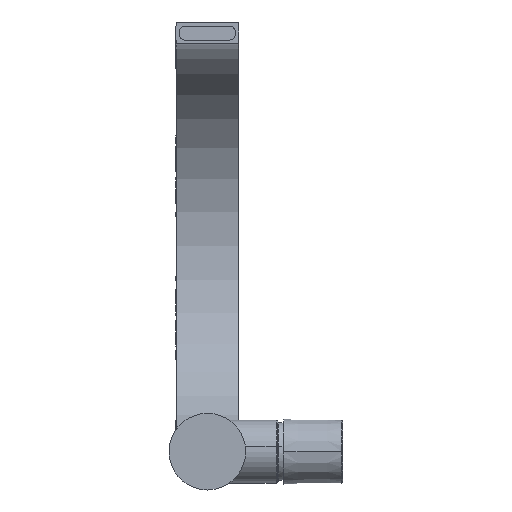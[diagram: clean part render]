
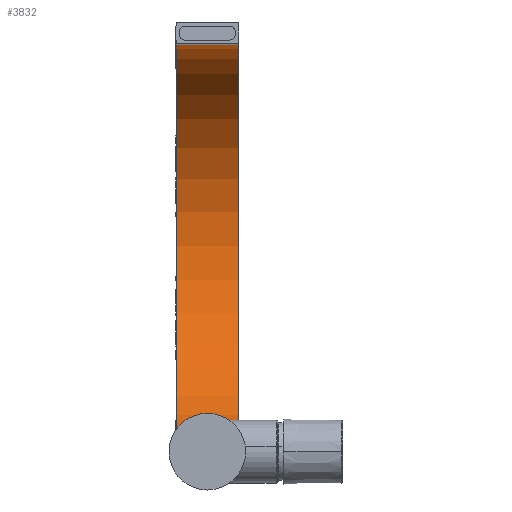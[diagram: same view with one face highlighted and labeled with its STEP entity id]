
A CAD part, front view. The second image highlights one B-rep face of the part: STEP entity #3832.
In plain terms, the highlighted cylindrical face has radius 114 mm (diameter 228 mm), a partial arc.
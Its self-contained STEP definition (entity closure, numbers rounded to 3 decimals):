
#31 = AXIS2_PLACEMENT_3D ( 'NONE', #4092, #2079, #3063 ) ;
#180 = ORIENTED_EDGE ( 'NONE', *, *, #2682, .F. ) ;
#259 = EDGE_LOOP ( 'NONE', ( #2063, #1788, #180, #2071 ) ) ;
#262 = CARTESIAN_POINT ( 'NONE',  ( 17.888, 135., 120. ) ) ;
#417 = CIRCLE ( 'NONE', #2816, 114. ) ;
#624 = VERTEX_POINT ( 'NONE', #4198 ) ;
#723 = VERTEX_POINT ( 'NONE', #2898 ) ;
#843 = EDGE_CURVE ( 'NONE', #3625, #1455, #417, .T. ) ;
#965 = EDGE_CURVE ( 'NONE', #624, #723, #3560, .T. ) ;
#1107 = LINE ( 'NONE', #2176, #2340 ) ;
#1182 = CARTESIAN_POINT ( 'NONE',  ( 17.888, 138.979, 233.931 ) ) ;
#1188 = DIRECTION ( 'NONE',  ( 1., 0., 0. ) ) ;
#1455 = VERTEX_POINT ( 'NONE', #1182 ) ;
#1607 = AXIS2_PLACEMENT_3D ( 'NONE', #3900, #1188, #3922 ) ;
#1770 = DIRECTION ( 'NONE',  ( 1., 0., 0. ) ) ;
#1788 = ORIENTED_EDGE ( 'NONE', *, *, #843, .T. ) ;
#1813 = LINE ( 'NONE', #4245, #2918 ) ;
#1993 = CARTESIAN_POINT ( 'NONE',  ( 17.888, 135., 6. ) ) ;
#2063 = ORIENTED_EDGE ( 'NONE', *, *, #2574, .T. ) ;
#2071 = ORIENTED_EDGE ( 'NONE', *, *, #965, .F. ) ;
#2079 = DIRECTION ( 'NONE',  ( 1., 0., 0. ) ) ;
#2176 = CARTESIAN_POINT ( 'NONE',  ( -17.888, 138.979, 233.931 ) ) ;
#2340 = VECTOR ( 'NONE', #1770, 1000. ) ;
#2472 = CYLINDRICAL_SURFACE ( 'NONE', #31, 114. ) ;
#2574 = EDGE_CURVE ( 'NONE', #624, #3625, #1813, .T. ) ;
#2682 = EDGE_CURVE ( 'NONE', #723, #1455, #1107, .T. ) ;
#2789 = FACE_OUTER_BOUND ( 'NONE', #259, .T. ) ;
#2816 = AXIS2_PLACEMENT_3D ( 'NONE', #262, #3992, #3011 ) ;
#2862 = DIRECTION ( 'NONE',  ( 1., 0., 0. ) ) ;
#2898 = CARTESIAN_POINT ( 'NONE',  ( -17.888, 138.979, 233.931 ) ) ;
#2918 = VECTOR ( 'NONE', #2862, 1000. ) ;
#3011 = DIRECTION ( 'NONE',  ( 0., 0., -1. ) ) ;
#3063 = DIRECTION ( 'NONE',  ( 0., 0., -1. ) ) ;
#3560 = CIRCLE ( 'NONE', #1607, 114. ) ;
#3625 = VERTEX_POINT ( 'NONE', #1993 ) ;
#3832 = ADVANCED_FACE ( 'NONE', ( #2789 ), #2472, .F. ) ;
#3900 = CARTESIAN_POINT ( 'NONE',  ( -17.888, 135., 120. ) ) ;
#3922 = DIRECTION ( 'NONE',  ( 0., 0., -1. ) ) ;
#3992 = DIRECTION ( 'NONE',  ( 1., 0., 0. ) ) ;
#4092 = CARTESIAN_POINT ( 'NONE',  ( 0., 135., 120. ) ) ;
#4198 = CARTESIAN_POINT ( 'NONE',  ( -17.888, 135., 6. ) ) ;
#4245 = CARTESIAN_POINT ( 'NONE',  ( -17.888, 135., 6. ) ) ;
